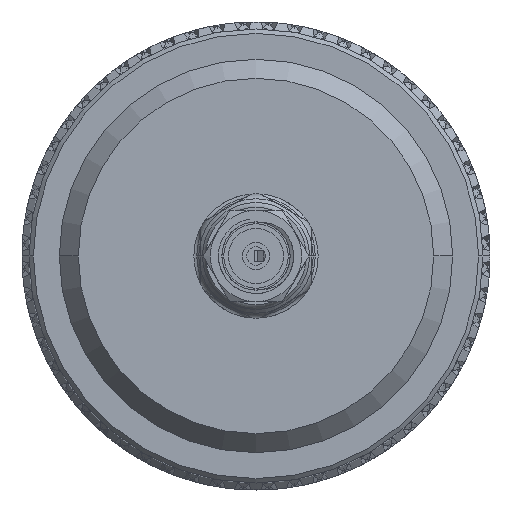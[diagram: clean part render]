
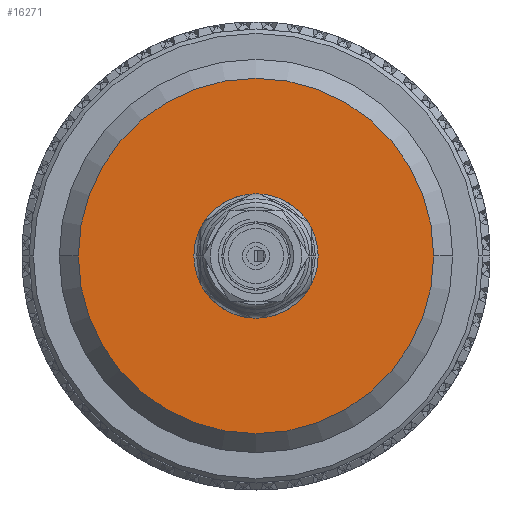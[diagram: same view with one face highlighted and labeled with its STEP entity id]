
A CAD part, left-side view. The second image highlights one B-rep face of the part: STEP entity #16271.
In plain terms, the highlighted face is planar.
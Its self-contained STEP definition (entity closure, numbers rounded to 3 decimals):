
#3827 = CARTESIAN_POINT ( 'NONE',  ( 17.893, -7.716, 0. ) ) ;
#9625 = CIRCLE ( 'NONE', #93631, 2.697 ) ;
#10703 = DIRECTION ( 'NONE',  ( -1., 0., 0. ) ) ;
#14880 = EDGE_CURVE ( 'NONE', #77391, #23462, #9625, .T. ) ;
#16271 = ADVANCED_FACE ( 'NONE', ( #79703, #21385 ), #55514, .F. ) ;
#18970 = CIRCLE ( 'NONE', #41225, 7.716 ) ;
#21385 = FACE_BOUND ( 'NONE', #34743, .T. ) ;
#23231 = CARTESIAN_POINT ( 'NONE',  ( 17.893, 2.697, 0. ) ) ;
#23462 = VERTEX_POINT ( 'NONE', #23231 ) ;
#24159 = CARTESIAN_POINT ( 'NONE',  ( 17.893, 0., 0. ) ) ;
#24788 = DIRECTION ( 'NONE',  ( -1., 0., 0. ) ) ;
#29386 = ORIENTED_EDGE ( 'NONE', *, *, #40972, .T. ) ;
#32538 = CARTESIAN_POINT ( 'NONE',  ( 17.893, -2.697, 0. ) ) ;
#32692 = CARTESIAN_POINT ( 'NONE',  ( 17.893, 7.716, 0. ) ) ;
#33761 = AXIS2_PLACEMENT_3D ( 'NONE', #48446, #86462, #78436 ) ;
#34743 = EDGE_LOOP ( 'NONE', ( #58210, #29386 ) ) ;
#38641 = CARTESIAN_POINT ( 'NONE',  ( 17.893, 0., 0. ) ) ;
#40952 = AXIS2_PLACEMENT_3D ( 'NONE', #44646, #60059, #74993 ) ;
#40972 = EDGE_CURVE ( 'NONE', #23462, #77391, #96588, .T. ) ;
#41225 = AXIS2_PLACEMENT_3D ( 'NONE', #38641, #82195, #68644 ) ;
#44646 = CARTESIAN_POINT ( 'NONE',  ( 17.893, 0., 0. ) ) ;
#46416 = DIRECTION ( 'NONE',  ( 0., -1., 0. ) ) ;
#48446 = CARTESIAN_POINT ( 'NONE',  ( 17.893, 7.716, 0. ) ) ;
#49979 = CIRCLE ( 'NONE', #40952, 7.716 ) ;
#55514 = PLANE ( 'NONE',  #33761 ) ;
#57993 = ORIENTED_EDGE ( 'NONE', *, *, #97949, .F. ) ;
#58210 = ORIENTED_EDGE ( 'NONE', *, *, #14880, .T. ) ;
#60059 = DIRECTION ( 'NONE',  ( -1., 0., 0. ) ) ;
#65228 = VERTEX_POINT ( 'NONE', #32692 ) ;
#68644 = DIRECTION ( 'NONE',  ( 0., -1., 0. ) ) ;
#69786 = AXIS2_PLACEMENT_3D ( 'NONE', #85983, #10703, #71315 ) ;
#70462 = VERTEX_POINT ( 'NONE', #3827 ) ;
#71315 = DIRECTION ( 'NONE',  ( 0., -1., 0. ) ) ;
#74993 = DIRECTION ( 'NONE',  ( 0., -1., 0. ) ) ;
#75099 = EDGE_CURVE ( 'NONE', #65228, #70462, #18970, .T. ) ;
#77391 = VERTEX_POINT ( 'NONE', #32538 ) ;
#77933 = ORIENTED_EDGE ( 'NONE', *, *, #75099, .F. ) ;
#78436 = DIRECTION ( 'NONE',  ( 0., -1., 0. ) ) ;
#79703 = FACE_OUTER_BOUND ( 'NONE', #82464, .T. ) ;
#82195 = DIRECTION ( 'NONE',  ( -1., 0., 0. ) ) ;
#82464 = EDGE_LOOP ( 'NONE', ( #57993, #77933 ) ) ;
#85983 = CARTESIAN_POINT ( 'NONE',  ( 17.893, 0., 0. ) ) ;
#86462 = DIRECTION ( 'NONE',  ( -1., 0., 0. ) ) ;
#93631 = AXIS2_PLACEMENT_3D ( 'NONE', #24159, #24788, #46416 ) ;
#96588 = CIRCLE ( 'NONE', #69786, 2.697 ) ;
#97949 = EDGE_CURVE ( 'NONE', #70462, #65228, #49979, .T. ) ;
